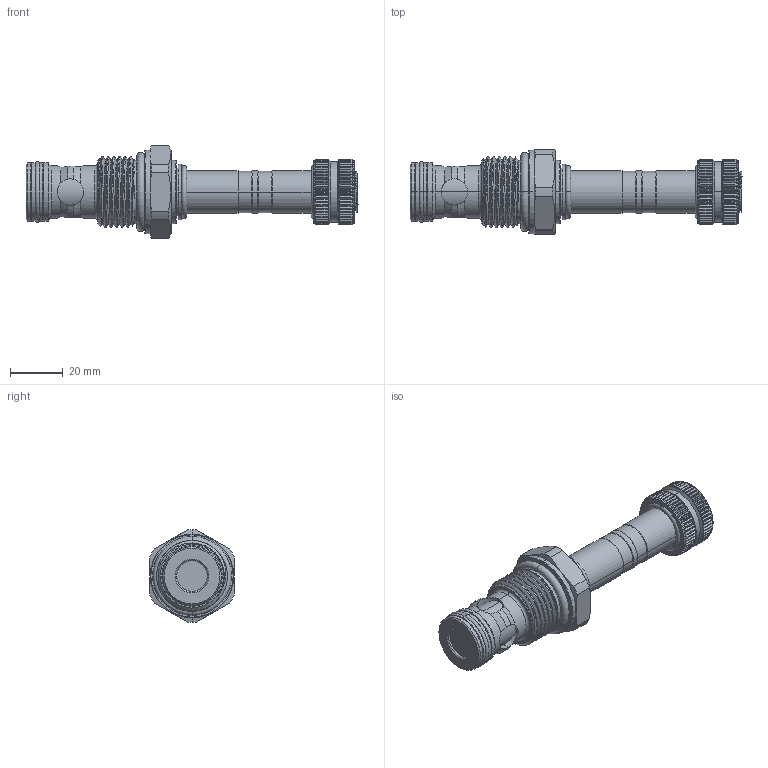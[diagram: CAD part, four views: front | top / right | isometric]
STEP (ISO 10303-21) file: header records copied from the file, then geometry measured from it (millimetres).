
FILE_DESCRIPTION (( 'STEP AP203' ), '1' );
FILE_NAME ('EP12W2C03N05.STEP', '2024-08-15T05:31:51', ( '' ), ( '' ), 'SwSTEP 2.0', 'SolidWorks 2018', '' );
FILE_SCHEMA (( 'CONFIG_CONTROL_DESIGN' ));
Length unit declared in the file: millimetre
Products named in the file (1): EP12W2C03N05
Bounding box: 125.9 x 32 x 35.1 mm (x, y, z)
Volume: 45885.6 mm3; surface area: 12904.6 mm2
Topology: 2 solids, 2 shells, 1026 faces, 2710 edges, 1712 vertices
Faces by surface type: plane 420, cylinder 411, cone 152, torus 23, bspline 18, sphere 2
Entity records: 39666 total; most frequent: CARTESIAN_POINT 15270, ORIENTED_EDGE 5410, DIRECTION 4765, EDGE_CURVE 2705, AXIS2_PLACEMENT_3D 1852, VERTEX_POINT 1709, LINE 1061, VECTOR 1061
